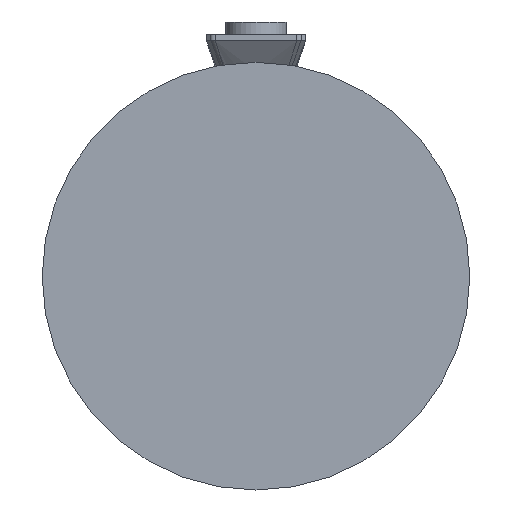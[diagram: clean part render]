
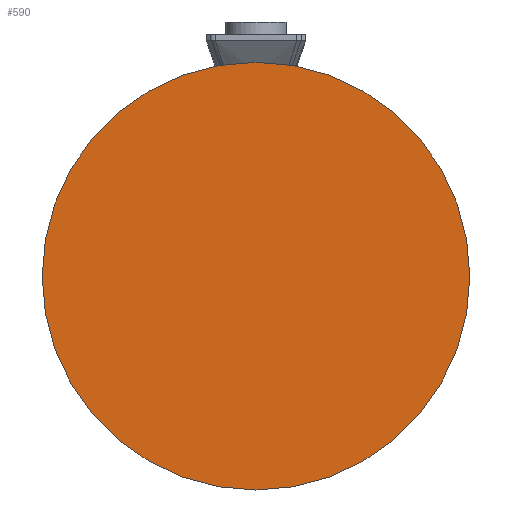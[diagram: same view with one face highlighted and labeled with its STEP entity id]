
A CAD part, left-side view. The second image highlights one B-rep face of the part: STEP entity #590.
In plain terms, the highlighted planar face has unit normal (-1, 0, 0).
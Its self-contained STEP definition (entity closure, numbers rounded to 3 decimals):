
#36=PLANE('',#662);
#81=FACE_OUTER_BOUND('',#120,.T.);
#120=EDGE_LOOP('',(#543));
#244=CIRCLE('',#661,70.);
#297=VERTEX_POINT('',#1288);
#379=EDGE_CURVE('',#297,#297,#244,.T.);
#543=ORIENTED_EDGE('',*,*,#379,.T.);
#590=ADVANCED_FACE('',(#81),#36,.T.);
#661=AXIS2_PLACEMENT_3D('',#1293,#812,#813);
#662=AXIS2_PLACEMENT_3D('',#1294,#814,#815);
#812=DIRECTION('center_axis',(-1.,0.,0.));
#813=DIRECTION('ref_axis',(0.,0.,1.));
#814=DIRECTION('center_axis',(-1.,0.,0.));
#815=DIRECTION('ref_axis',(0.,0.,1.));
#1288=CARTESIAN_POINT('',(-62.5,0.,70.));
#1293=CARTESIAN_POINT('Origin',(-62.5,0.,0.));
#1294=CARTESIAN_POINT('Origin',(-62.5,0.,0.));
